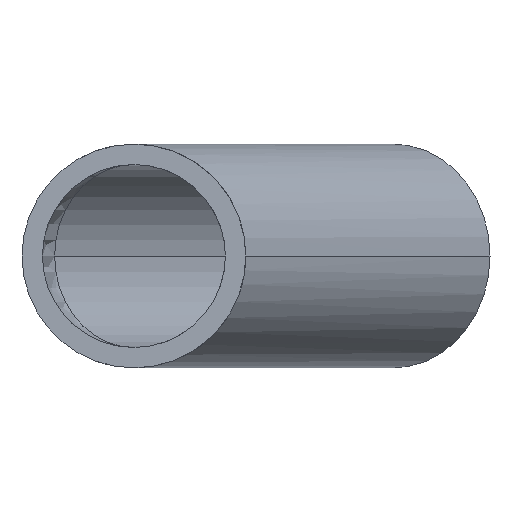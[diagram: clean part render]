
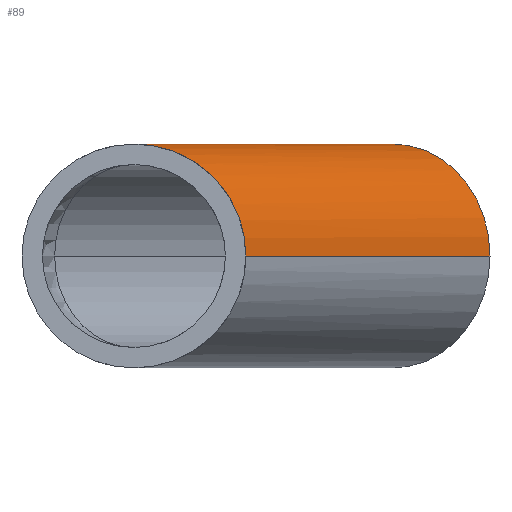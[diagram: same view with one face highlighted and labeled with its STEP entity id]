
A CAD part, left-side view. The second image highlights one B-rep face of the part: STEP entity #89.
In plain terms, the highlighted cylindrical face has radius 45 mm (diameter 90 mm), a partial arc.
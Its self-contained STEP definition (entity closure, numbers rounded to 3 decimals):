
#83 = VERTEX_POINT( '', #217 );
#89 = ADVANCED_FACE( '', ( #223 ), #224, .T. );
#97 = VERTEX_POINT( '', #233 );
#111 = EDGE_CURVE( '', #149, #83, #249, .T. );
#115 = VERTEX_POINT( '', #254 );
#129 = EDGE_CURVE( '', #97, #83, #271, .T. );
#141 = VERTEX_POINT( '', #283 );
#149 = VERTEX_POINT( '', #292 );
#161 = EDGE_CURVE( '', #141, #97, #306, .T. );
#165 = EDGE_CURVE( '', #115, #149, #310, .T. );
#175 = EDGE_CURVE( '', #115, #141, #320, .T. );
#217 = CARTESIAN_POINT( '', ( 231., 38.971, 0. ) );
#223 = FACE_OUTER_BOUND( '', #363, .T. );
#224 = CYLINDRICAL_SURFACE( '', #364, 45. );
#233 = CARTESIAN_POINT( '', ( 411.566, -65.279, 0. ) );
#249 = CIRCLE( '', #395, 45. );
#254 = CARTESIAN_POINT( '', ( 196.442, -45., 0. ) );
#271 = LINE( '', #421, #422 );
#283 = CARTESIAN_POINT( '', ( 366.566, -143.221, 0. ) );
#292 = CARTESIAN_POINT( '', ( 208.5, 0., 45. ) );
#306 = CIRCLE( '', #466, 45. );
#310 = ELLIPSE( '', #471, 46.587, 45. );
#320 = LINE( '', #487, #488 );
#363 = EDGE_LOOP( '', ( #529, #530, #531, #532, #533 ) );
#364 = AXIS2_PLACEMENT_3D( '', #534, #535, #536 );
#395 = AXIS2_PLACEMENT_3D( '', #564, #565, #566 );
#421 = CARTESIAN_POINT( '', ( 321.283, -13.154, 0. ) );
#422 = VECTOR( '', #606, 1. );
#466 = AXIS2_PLACEMENT_3D( '', #637, #638, #639 );
#471 = AXIS2_PLACEMENT_3D( '', #640, #641, #642 );
#487 = CARTESIAN_POINT( '', ( 276.283, -91.096, 0. ) );
#488 = VECTOR( '', #653, 1. );
#529 = ORIENTED_EDGE( '', *, *, #129, .T. );
#530 = ORIENTED_EDGE( '', *, *, #111, .F. );
#531 = ORIENTED_EDGE( '', *, *, #165, .F. );
#532 = ORIENTED_EDGE( '', *, *, #175, .T. );
#533 = ORIENTED_EDGE( '', *, *, #161, .T. );
#534 = CARTESIAN_POINT( '', ( 298.783, -52.125, 0. ) );
#535 = DIRECTION( '', ( 0.866, -0.5, 0. ) );
#536 = DIRECTION( '', ( 0.5, 0.866, 0. ) );
#564 = CARTESIAN_POINT( '', ( 208.5, 0., 0. ) );
#565 = DIRECTION( '', ( -0.866, 0.5, 0. ) );
#566 = DIRECTION( '', ( 0.5, 0.866, 0. ) );
#606 = DIRECTION( '', ( -0.866, 0.5, 0. ) );
#637 = CARTESIAN_POINT( '', ( 389.066, -104.25, 0. ) );
#638 = DIRECTION( '', ( -0.866, 0.5, 0. ) );
#639 = DIRECTION( '', ( 0.5, 0.866, 0. ) );
#640 = CARTESIAN_POINT( '', ( 208.5, 0., 0. ) );
#641 = DIRECTION( '', ( -0.966, 0.259, 0. ) );
#642 = DIRECTION( '', ( 0.259, 0.966, 0. ) );
#653 = DIRECTION( '', ( 0.866, -0.5, 0. ) );
